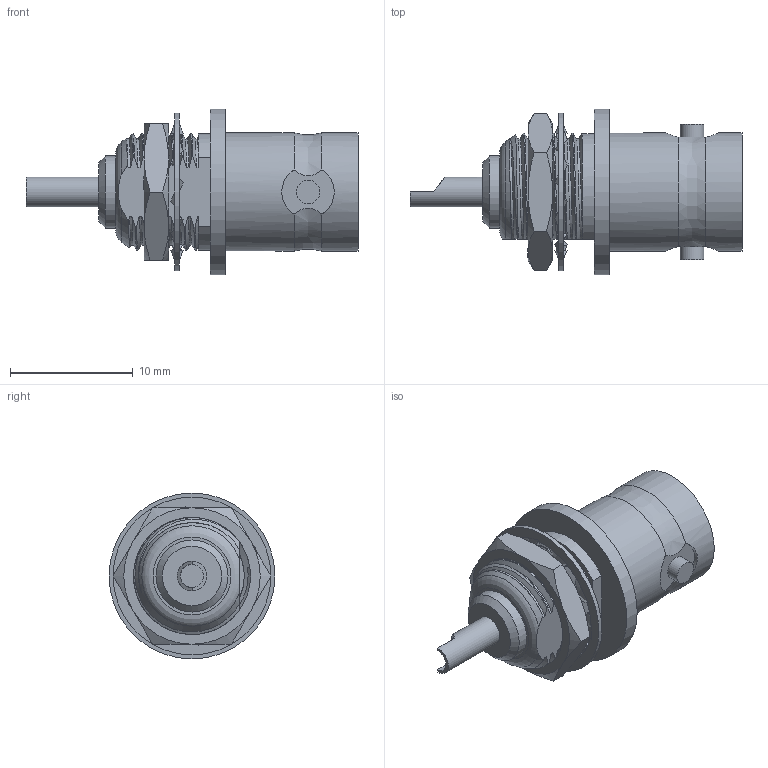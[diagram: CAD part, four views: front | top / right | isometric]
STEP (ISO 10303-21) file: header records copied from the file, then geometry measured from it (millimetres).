
FILE_DESCRIPTION (( 'STEP AP203' ), '1' );
FILE_NAME ('PE4014_3D.step', '2021-02-19T00:45:43', ( '' ), ( '' ), 'SwSTEP 2.0', 'SolidWorks 2018', '' );
FILE_SCHEMA (( 'CONFIG_CONTROL_DESIGN' ));
Length unit declared in the file: inch
Products named in the file (1): PE4014_3D
Bounding box: 27 x 13.48 x 13.48 mm (x, y, z)
Volume: 1143.9 mm3; surface area: 1769.9 mm2
Topology: 3 solids, 3 shells, 187 faces, 536 edges, 364 vertices
Faces by surface type: bspline 71, plane 47, cylinder 46, cone 21, torus 2
Full cylindrical faces by diameter (mm): 1.27 x1, 1.778 x1, 1.892 x1, 1.905 x2, 2.4 x1, 4.572 x1, 5.861 x1, 8.255 x1, 9.601 x2, 12.837 x1, 13.484 x1
Entity records: 16624 total; most frequent: CARTESIAN_POINT 12468, ORIENTED_EDGE 1022, DIRECTION 588, EDGE_CURVE 511, VERTEX_POINT 356, AXIS2_PLACEMENT_3D 230, EDGE_LOOP 217, B_SPLINE_CURVE_WITH_KNOTS 216
